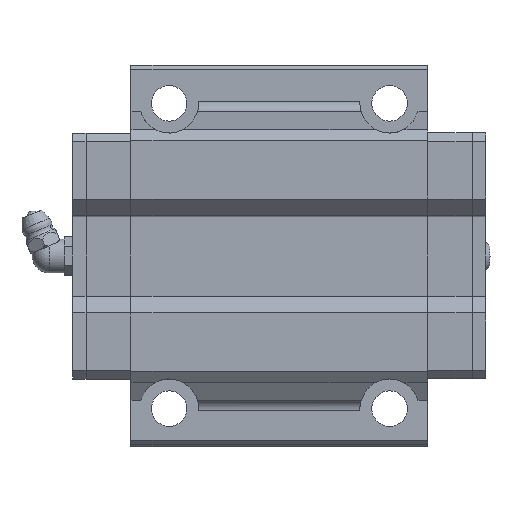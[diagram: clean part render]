
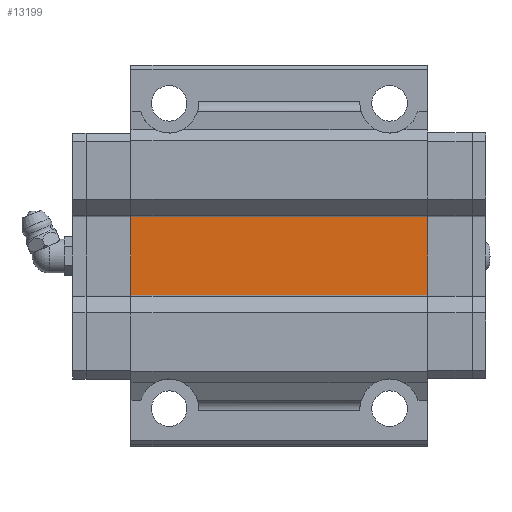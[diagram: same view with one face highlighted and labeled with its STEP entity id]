
A CAD part, front view. The second image highlights one B-rep face of the part: STEP entity #13199.
In plain terms, the highlighted planar face has unit normal (0, -1, 0).
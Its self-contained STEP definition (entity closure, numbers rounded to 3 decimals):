
#337=PLANE('',#14242);
#995=FACE_OUTER_BOUND('',#1734,.T.);
#1734=EDGE_LOOP('',(#10608,#10609,#10610,#10611));
#3284=LINE('',#20477,#4722);
#3358=LINE('',#20645,#4796);
#3373=LINE('',#20678,#4811);
#3374=LINE('',#20680,#4812);
#4722=VECTOR('',#16568,10.);
#4796=VECTOR('',#16668,10.);
#4811=VECTOR('',#16711,91.);
#4812=VECTOR('',#16714,91.);
#6096=VERTEX_POINT('',#20474);
#6097=VERTEX_POINT('',#20476);
#6177=VERTEX_POINT('',#20642);
#6178=VERTEX_POINT('',#20644);
#7676=EDGE_CURVE('',#6096,#6097,#3284,.T.);
#7762=EDGE_CURVE('',#6177,#6178,#3358,.T.);
#7779=EDGE_CURVE('',#6177,#6097,#3373,.T.);
#7780=EDGE_CURVE('',#6178,#6096,#3374,.T.);
#10608=ORIENTED_EDGE('',*,*,#7762,.F.);
#10609=ORIENTED_EDGE('',*,*,#7779,.T.);
#10610=ORIENTED_EDGE('',*,*,#7676,.F.);
#10611=ORIENTED_EDGE('',*,*,#7780,.F.);
#13199=ADVANCED_FACE('',(#995),#337,.T.);
#14242=AXIS2_PLACEMENT_3D('',#20679,#16712,#16713);
#16568=DIRECTION('',(-1.,0.,0.));
#16668=DIRECTION('',(1.,0.,0.));
#16711=DIRECTION('',(0.,0.,-1.));
#16712=DIRECTION('center_axis',(0.,-1.,0.));
#16713=DIRECTION('ref_axis',(1.,0.,0.));
#16714=DIRECTION('',(0.,0.,-1.));
#20474=CARTESIAN_POINT('',(9.256,0.,-35.));
#20476=CARTESIAN_POINT('',(-9.256,0.,-35.));
#20477=CARTESIAN_POINT('',(-4.628,0.,-35.));
#20642=CARTESIAN_POINT('',(-9.256,0.,35.));
#20644=CARTESIAN_POINT('',(9.256,0.,35.));
#20645=CARTESIAN_POINT('',(-4.628,0.,35.));
#20678=CARTESIAN_POINT('',(-9.256,0.,48.7));
#20679=CARTESIAN_POINT('Origin',(-9.256,0.,-35.));
#20680=CARTESIAN_POINT('',(9.256,0.,48.7));
